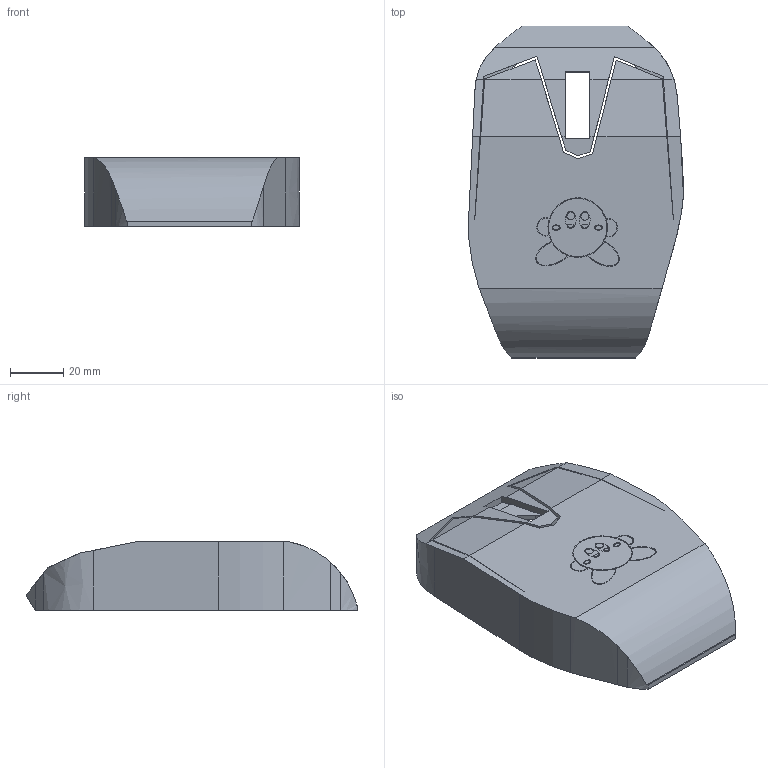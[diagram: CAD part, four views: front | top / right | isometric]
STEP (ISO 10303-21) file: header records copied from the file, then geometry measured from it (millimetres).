
FILE_DESCRIPTION(/* description */ ('STEP AP242 Edition 2','CAx-IF Rec.Pracs.---Representation and Presentation of Product Manufacturing Information (PMI)---4.0---2014-10-13','CAx-IF Rec.Pracs.---3D Tessellated Geometry---0.4---2014-09-14','2;1','CAx-IF Rec.Pracs.---User Defined Attributes---1.5---2016-08-15'),/* implementation_level */ '2;1');
FILE_NAME(/* name */ '9e29a27f-3f80-4c6d-a313-e57e4442c667',/* time_stamp */ '2025-12-05T09:04:33Z',/* author */ (''),/* organization */ (''),/* preprocessor_version */ 'ST-DEVELOPER v20',/* originating_system */ 'ONSHAPE BY PTC INC, 1.207',/* authorisation */ ' ');
FILE_SCHEMA (('AP242_MANAGED_MODEL_BASED_3D_ENGINEERING_MIM_LF { 1 0 10303 442 3 1 4 }'));
Length unit declared in the file: metre
Products named in the file (1): Part 22
Bounding box: 80.91 x 125.07 x 25.88 mm (x, y, z)
Volume: 42965.7 mm3; surface area: 37026.3 mm2
Topology: 1 solids, 1 shells, 185 faces, 487 edges, 322 vertices
Faces by surface type: plane 117, bspline 47, cylinder 21
Full cylindrical faces by diameter (mm): 2.4 x2, 21.917 x1
Entity records: 10374 total; most frequent: CARTESIAN_POINT 6083, ORIENTED_EDGE 956, DIRECTION 712, EDGE_CURVE 478, LINE 322, VECTOR 322, VERTEX_POINT 322, EDGE_LOOP 216
